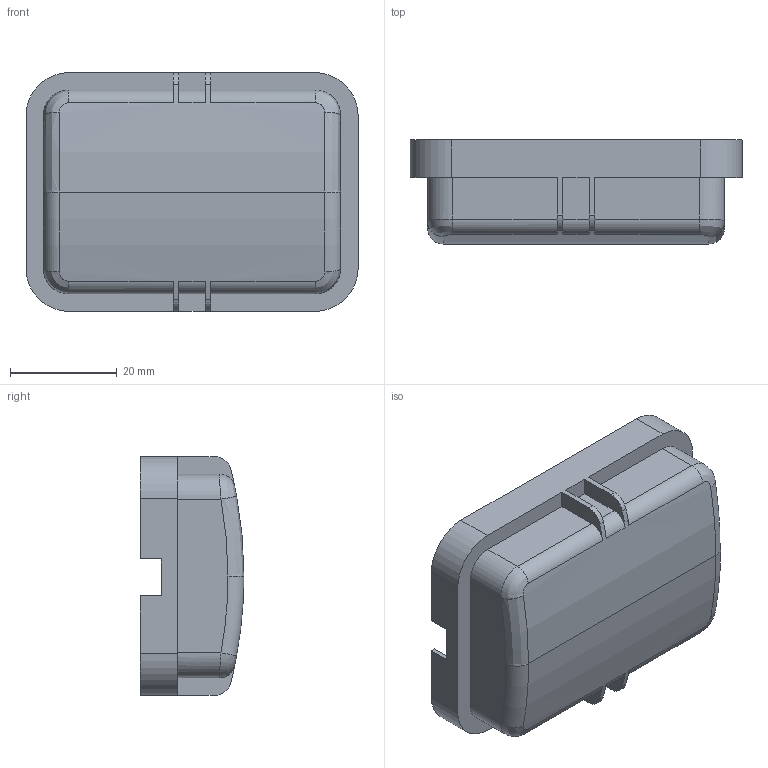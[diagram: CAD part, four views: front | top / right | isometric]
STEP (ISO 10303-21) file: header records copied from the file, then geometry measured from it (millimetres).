
FILE_DESCRIPTION(('Creo Elements/Direct Modeling STEP Export'),'2;1');
FILE_NAME('CHCP_06.stp','2013-09-24T 8:27:14',(''),(''),'Creo Elements/Direct Modeling STEP processor for AP214 (Solid Model)','Creo Elements/Direct Modeling 18.0B 02-Dec-2011 (C) Parametric Technology GmbH','');
FILE_SCHEMA(('AUTOMOTIVE_DESIGN { 1 0 10303 214 1 1 1 1 }'));
Length unit declared in the file: millimetre
Products named in the file (2): CHCP_06
Assembly tree (1 placements, depth 2):
  CHCP_06
    CHCP_06
Bounding box: 62.3 x 19.5 x 44.8 mm (x, y, z)
Volume: 5902.6 mm3; surface area: 11867.5 mm2
Topology: 1 solids, 1 shells, 145 faces, 388 edges, 252 vertices
Faces by surface type: plane 72, cylinder 56, bspline 15, torus 2
Entity records: 8616 total; most frequent: CARTESIAN_POINT 5212, ORIENTED_EDGE 776, DIRECTION 601, EDGE_CURVE 388, VERTEX_POINT 252, AXIS2_PLACEMENT_3D 205, VECTOR 191, LINE 191
